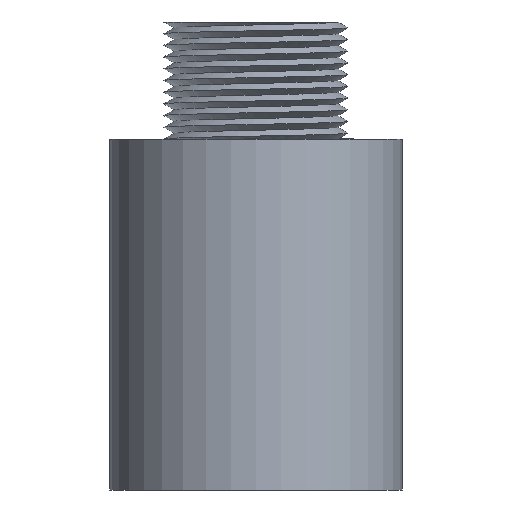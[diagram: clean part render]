
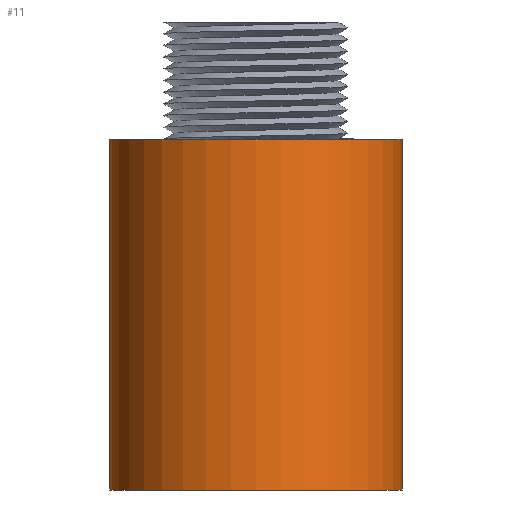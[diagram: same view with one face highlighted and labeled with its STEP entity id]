
A CAD part, front view. The second image highlights one B-rep face of the part: STEP entity #11.
In plain terms, the highlighted cylindrical face has radius 12.5 mm (diameter 25 mm), a partial arc.
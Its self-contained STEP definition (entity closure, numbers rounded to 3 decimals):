
#11 = ADVANCED_FACE ( 'NONE', ( #913 ), #1300, .T. ) ;
#521 = DIRECTION ( 'NONE',  ( 1., 0., 0. ) ) ;
#522 = DIRECTION ( 'NONE',  ( 0., 0., 1. ) ) ;
#523 = CARTESIAN_POINT ( 'NONE',  ( 0., 0., 30. ) ) ;
#789 = LINE ( 'NONE', #2832, #1074 ) ;
#805 = CIRCLE ( 'NONE', #1661, 12.5 ) ;
#813 = LINE ( 'NONE', #2652, #858 ) ;
#858 = VECTOR ( 'NONE', #2881, 1000. ) ;
#872 = CIRCLE ( 'NONE', #1788, 12.5 ) ;
#913 = FACE_OUTER_BOUND ( 'NONE', #1145, .T. ) ;
#914 = VERTEX_POINT ( 'NONE', #2161 ) ;
#1038 = VERTEX_POINT ( 'NONE', #2150 ) ;
#1074 = VECTOR ( 'NONE', #1857, 1000. ) ;
#1145 = EDGE_LOOP ( 'NONE', ( #1312, #1323, #1308, #1315 ) ) ;
#1185 = VERTEX_POINT ( 'NONE', #2125 ) ;
#1240 = VERTEX_POINT ( 'NONE', #2116 ) ;
#1300 = CYLINDRICAL_SURFACE ( 'NONE', #1701, 12.5 ) ;
#1308 = ORIENTED_EDGE ( 'NONE', *, *, #1714, .T. ) ;
#1312 = ORIENTED_EDGE ( 'NONE', *, *, #1716, .F. ) ;
#1315 = ORIENTED_EDGE ( 'NONE', *, *, #1712, .T. ) ;
#1323 = ORIENTED_EDGE ( 'NONE', *, *, #1725, .F. ) ;
#1661 = AXIS2_PLACEMENT_3D ( 'NONE', #2808, #2566, #2569 ) ;
#1701 = AXIS2_PLACEMENT_3D ( 'NONE', #2776, #2778, #2780 ) ;
#1712 = EDGE_CURVE ( 'NONE', #1038, #914, #805, .T. ) ;
#1714 = EDGE_CURVE ( 'NONE', #1185, #1038, #789, .T. ) ;
#1716 = EDGE_CURVE ( 'NONE', #1240, #914, #813, .T. ) ;
#1725 = EDGE_CURVE ( 'NONE', #1185, #1240, #872, .T. ) ;
#1788 = AXIS2_PLACEMENT_3D ( 'NONE', #523, #522, #521 ) ;
#1857 = DIRECTION ( 'NONE',  ( 0., 0., -1. ) ) ;
#2116 = CARTESIAN_POINT ( 'NONE',  ( 12.5, 0., 30. ) ) ;
#2125 = CARTESIAN_POINT ( 'NONE',  ( -12.5, 0., 30. ) ) ;
#2150 = CARTESIAN_POINT ( 'NONE',  ( -12.5, 0., 0. ) ) ;
#2161 = CARTESIAN_POINT ( 'NONE',  ( 12.5, 0., 0. ) ) ;
#2566 = DIRECTION ( 'NONE',  ( 0., 0., 1. ) ) ;
#2569 = DIRECTION ( 'NONE',  ( 1., 0., 0. ) ) ;
#2652 = CARTESIAN_POINT ( 'NONE',  ( 12.5, 0., 30. ) ) ;
#2776 = CARTESIAN_POINT ( 'NONE',  ( 0., 0., 30. ) ) ;
#2778 = DIRECTION ( 'NONE',  ( 0., 0., -1. ) ) ;
#2780 = DIRECTION ( 'NONE',  ( -1., 0., 0. ) ) ;
#2808 = CARTESIAN_POINT ( 'NONE',  ( 0., 0., 0. ) ) ;
#2832 = CARTESIAN_POINT ( 'NONE',  ( -12.5, 0., 30. ) ) ;
#2881 = DIRECTION ( 'NONE',  ( 0., 0., -1. ) ) ;
